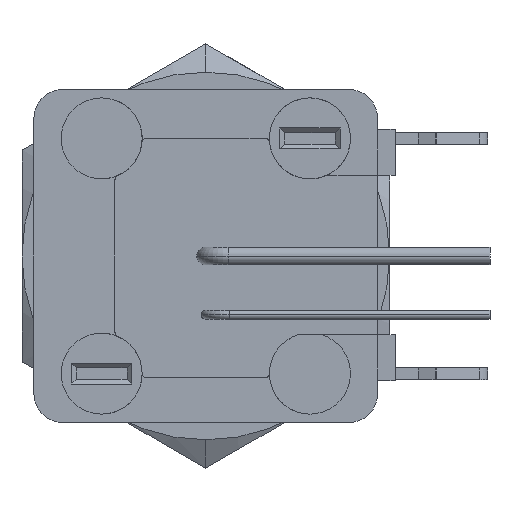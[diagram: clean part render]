
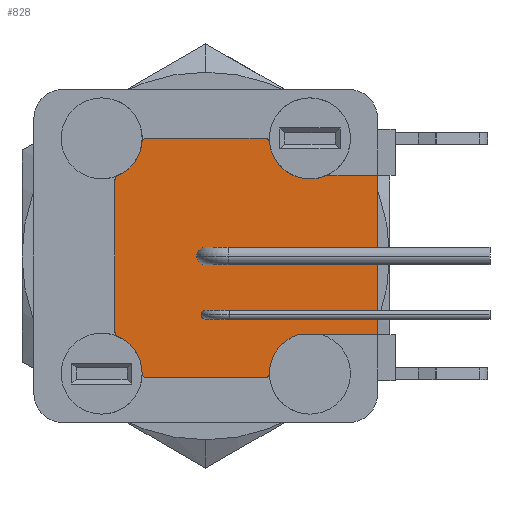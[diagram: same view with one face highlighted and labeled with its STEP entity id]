
A CAD part, left-side view. The second image highlights one B-rep face of the part: STEP entity #828.
In plain terms, the highlighted planar face has unit normal (-1, 0, 0).
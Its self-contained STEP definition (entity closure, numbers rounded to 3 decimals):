
#828=ADVANCED_FACE('',(#1960,#1961,#1962),#1963,.T.);
#1960=FACE_OUTER_BOUND('',#3419,.T.);
#1961=FACE_BOUND('',#3420,.T.);
#1962=FACE_BOUND('',#3421,.T.);
#1963=PLANE('',#3422);
#3419=EDGE_LOOP('',(#20541,#20542,#20543,#20544,#20545,#20546,#20547,#20548,#20549,#20550,#20551,#20552,#20553,#20554,#20555,#20556,#20557));
#3420=EDGE_LOOP('',(#20558,#20559));
#3421=EDGE_LOOP('',(#20560,#20561));
#3422=AXIS2_PLACEMENT_3D('',#20562,#20563,#20564);
#20541=ORIENTED_EDGE('',*,*,#23649,.T.);
#20542=ORIENTED_EDGE('',*,*,#23653,.T.);
#20543=ORIENTED_EDGE('',*,*,#23659,.T.);
#20544=ORIENTED_EDGE('',*,*,#23666,.T.);
#20545=ORIENTED_EDGE('',*,*,#23670,.T.);
#20546=ORIENTED_EDGE('',*,*,#23673,.T.);
#20547=ORIENTED_EDGE('',*,*,#23677,.T.);
#20548=ORIENTED_EDGE('',*,*,#23774,.T.);
#20549=ORIENTED_EDGE('',*,*,#23776,.T.);
#20550=ORIENTED_EDGE('',*,*,#23757,.T.);
#20551=ORIENTED_EDGE('',*,*,#23267,.T.);
#20552=ORIENTED_EDGE('',*,*,#23682,.T.);
#20553=ORIENTED_EDGE('',*,*,#23687,.T.);
#20554=ORIENTED_EDGE('',*,*,#23625,.T.);
#20555=ORIENTED_EDGE('',*,*,#23632,.T.);
#20556=ORIENTED_EDGE('',*,*,#23638,.T.);
#20557=ORIENTED_EDGE('',*,*,#23645,.T.);
#20558=ORIENTED_EDGE('',*,*,#23618,.F.);
#20559=ORIENTED_EDGE('',*,*,#23616,.F.);
#20560=ORIENTED_EDGE('',*,*,#23612,.F.);
#20561=ORIENTED_EDGE('',*,*,#23610,.F.);
#20562=CARTESIAN_POINT('',(-5.105,0.,0.0));
#20563=DIRECTION('',(-1.0,0.0,0.0));
#20564=DIRECTION('',(0.0,0.0,1.0));
#23267=EDGE_CURVE('',#25149,#25146,#25150,.T.);
#23610=EDGE_CURVE('',#25665,#25663,#25667,.F.);
#23612=EDGE_CURVE('',#25663,#25665,#25669,.F.);
#23616=EDGE_CURVE('',#25673,#25671,#25675,.F.);
#23618=EDGE_CURVE('',#25671,#25673,#25677,.F.);
#23625=EDGE_CURVE('',#25688,#25689,#25690,.F.);
#23632=EDGE_CURVE('',#25689,#25699,#25701,.F.);
#23638=EDGE_CURVE('',#25699,#25709,#25710,.T.);
#23645=EDGE_CURVE('',#25709,#25718,#25720,.F.);
#23649=EDGE_CURVE('',#25718,#25724,#25726,.F.);
#23653=EDGE_CURVE('',#25724,#25730,#25732,.F.);
#23659=EDGE_CURVE('',#25730,#25740,#25741,.T.);
#23666=EDGE_CURVE('',#25740,#25749,#25751,.F.);
#23670=EDGE_CURVE('',#25749,#25755,#25757,.F.);
#23673=EDGE_CURVE('',#25755,#25760,#25762,.F.);
#23677=EDGE_CURVE('',#25760,#25765,#25767,.T.);
#23682=EDGE_CURVE('',#25146,#25772,#25774,.T.);
#23687=EDGE_CURVE('',#25772,#25688,#25779,.F.);
#23757=EDGE_CURVE('',#25873,#25149,#25874,.T.);
#23774=EDGE_CURVE('',#25765,#25895,#25897,.T.);
#23776=EDGE_CURVE('',#25895,#25873,#25899,.T.);
#25146=VERTEX_POINT('',#29269);
#25149=VERTEX_POINT('',#29273);
#25150=CIRCLE('',#29274,1.75);
#25663=VERTEX_POINT('',#29983);
#25665=VERTEX_POINT('',#29986);
#25667=CIRCLE('',#29989,0.386);
#25669=CIRCLE('',#29991,0.386);
#25671=VERTEX_POINT('',#29993);
#25673=VERTEX_POINT('',#29996);
#25675=CIRCLE('',#29999,0.191);
#25677=CIRCLE('',#30001,0.191);
#25688=VERTEX_POINT('',#30016);
#25689=VERTEX_POINT('',#30017);
#25690=LINE('',#30018,#30019);
#25699=VERTEX_POINT('',#30031);
#25701=CIRCLE('',#30034,0.2);
#25709=VERTEX_POINT('',#30044);
#25710=CIRCLE('',#30045,1.75);
#25718=VERTEX_POINT('',#30054);
#25720=CIRCLE('',#30057,0.2);
#25724=VERTEX_POINT('',#30062);
#25726=LINE('',#30065,#30066);
#25730=VERTEX_POINT('',#30070);
#25732=CIRCLE('',#30073,0.2);
#25740=VERTEX_POINT('',#30083);
#25741=CIRCLE('',#30084,1.75);
#25749=VERTEX_POINT('',#30093);
#25751=CIRCLE('',#30096,0.2);
#25755=VERTEX_POINT('',#30101);
#25757=LINE('',#30104,#30105);
#25760=VERTEX_POINT('',#30108);
#25762=CIRCLE('',#30111,0.2);
#25765=VERTEX_POINT('',#30114);
#25767=CIRCLE('',#30117,1.75);
#25772=VERTEX_POINT('',#30122);
#25774=CIRCLE('',#30125,1.75);
#25779=CIRCLE('',#30130,0.2);
#25873=VERTEX_POINT('',#30376);
#25874=LINE('',#30377,#30378);
#25895=VERTEX_POINT('',#30410);
#25897=LINE('',#30413,#30414);
#25899=LINE('',#30416,#30417);
#29269=CARTESIAN_POINT('',(-5.105,-4.5,3.33));
#29273=CARTESIAN_POINT('',(-5.105,-5.227,3.488));
#29274=AXIS2_PLACEMENT_3D('',#38557,#38558,#38559);
#29983=CARTESIAN_POINT('',(-5.105,0.386,0.));
#29986=CARTESIAN_POINT('',(-5.105,-0.386,0.));
#29989=AXIS2_PLACEMENT_3D('',#38970,#38971,#38972);
#29991=AXIS2_PLACEMENT_3D('',#38973,#38974,#38975);
#29993=CARTESIAN_POINT('',(-5.105,0.191,-2.54));
#29996=CARTESIAN_POINT('',(-5.105,-0.191,-2.54));
#29999=AXIS2_PLACEMENT_3D('',#38978,#38979,#38980);
#30001=AXIS2_PLACEMENT_3D('',#38981,#38982,#38983);
#30016=CARTESIAN_POINT('',(-5.105,-2.56,5.08));
#30017=CARTESIAN_POINT('',(-5.105,2.56,5.08));
#30018=CARTESIAN_POINT('',(-5.105,-1.375,5.08));
#30019=VECTOR('',#38988,1.0);
#30031=CARTESIAN_POINT('',(-5.105,2.759,4.901));
#30034=AXIS2_PLACEMENT_3D('',#38996,#38997,#38998);
#30044=CARTESIAN_POINT('',(-5.105,3.803,3.475));
#30045=AXIS2_PLACEMENT_3D('',#39004,#39005,#39006);
#30054=CARTESIAN_POINT('',(-5.105,3.923,3.291));
#30057=AXIS2_PLACEMENT_3D('',#39018,#39019,#39020);
#30062=CARTESIAN_POINT('',(-5.105,3.923,-3.291));
#30065=CARTESIAN_POINT('',(-5.105,3.923,1.714));
#30066=VECTOR('',#39023,1.0);
#30070=CARTESIAN_POINT('',(-5.105,3.803,-3.475));
#30073=AXIS2_PLACEMENT_3D('',#39028,#39029,#39030);
#30083=CARTESIAN_POINT('',(-5.105,2.75,-5.06));
#30084=AXIS2_PLACEMENT_3D('',#39036,#39037,#39038);
#30093=CARTESIAN_POINT('',(-5.105,2.55,-5.258));
#30096=AXIS2_PLACEMENT_3D('',#39050,#39051,#39052);
#30101=CARTESIAN_POINT('',(-5.105,-2.55,-5.258));
#30104=CARTESIAN_POINT('',(-5.105,1.38,-5.258));
#30105=VECTOR('',#39055,1.0);
#30108=CARTESIAN_POINT('',(-5.105,-2.75,-5.06));
#30111=AXIS2_PLACEMENT_3D('',#39057,#39058,#39059);
#30114=CARTESIAN_POINT('',(-5.105,-4.027,-3.395));
#30117=AXIS2_PLACEMENT_3D('',#39064,#39065,#39066);
#30122=CARTESIAN_POINT('',(-5.105,-2.759,4.901));
#30125=AXIS2_PLACEMENT_3D('',#39074,#39075,#39076);
#30130=AXIS2_PLACEMENT_3D('',#39083,#39084,#39085);
#30376=CARTESIAN_POINT('',(-5.105,-7.427,3.488));
#30377=CARTESIAN_POINT('',(-5.105,-3.714,3.488));
#30378=VECTOR('',#39136,1.0);
#30410=CARTESIAN_POINT('',(-5.105,-7.427,-3.395));
#30413=CARTESIAN_POINT('',(-5.105,-2.014,-3.395));
#30414=VECTOR('',#39149,1.0);
#30416=CARTESIAN_POINT('',(-5.105,-7.427,3.6));
#30417=VECTOR('',#39150,1.0);
#38557=CARTESIAN_POINT('',(-5.105,-4.5,5.08));
#38558=DIRECTION('',(1.0,0.0,-0.0));
#38559=DIRECTION('',(0.0,0.0,1.0));
#38970=CARTESIAN_POINT('',(-5.105,0.0,0.0));
#38971=DIRECTION('',(1.0,0.0,-0.0));
#38972=DIRECTION('',(0.0,-1.0,0.0));
#38973=CARTESIAN_POINT('',(-5.105,0.0,0.0));
#38974=DIRECTION('',(1.0,0.0,-0.0));
#38975=DIRECTION('',(0.0,-1.0,0.0));
#38978=CARTESIAN_POINT('',(-5.105,0.0,-2.54));
#38979=DIRECTION('',(1.0,0.0,-0.0));
#38980=DIRECTION('',(0.0,-1.0,0.0));
#38981=CARTESIAN_POINT('',(-5.105,0.0,-2.54));
#38982=DIRECTION('',(1.0,0.0,-0.0));
#38983=DIRECTION('',(0.0,-1.0,0.0));
#38988=DIRECTION('',(0.0,-1.0,0.0));
#38996=CARTESIAN_POINT('',(-5.105,2.56,4.88));
#38997=DIRECTION('',(1.0,0.0,-0.0));
#38998=DIRECTION('',(0.0,0.995,0.103));
#39004=CARTESIAN_POINT('',(-5.105,4.5,5.08));
#39005=DIRECTION('',(1.0,0.0,-0.0));
#39006=DIRECTION('',(0.0,0.0,1.0));
#39018=CARTESIAN_POINT('',(-5.105,3.723,3.291));
#39019=DIRECTION('',(1.0,0.0,-0.0));
#39020=DIRECTION('',(0.0,1.0,0.0));
#39023=DIRECTION('',(0.0,-0.0,1.0));
#39028=CARTESIAN_POINT('',(-5.105,3.723,-3.291));
#39029=DIRECTION('',(1.0,-0.0,0.0));
#39030=DIRECTION('',(0.0,0.398,-0.917));
#39036=CARTESIAN_POINT('',(-5.105,4.5,-5.08));
#39037=DIRECTION('',(1.0,0.0,-0.0));
#39038=DIRECTION('',(0.0,0.0,1.0));
#39050=CARTESIAN_POINT('',(-5.105,2.55,-5.058));
#39051=DIRECTION('',(1.0,-0.0,0.0));
#39052=DIRECTION('',(0.0,0.0,-1.0));
#39055=DIRECTION('',(0.0,1.0,0.0));
#39057=CARTESIAN_POINT('',(-5.105,-2.55,-5.058));
#39058=DIRECTION('',(1.0,0.0,0.0));
#39059=DIRECTION('',(0.0,-1.,-0.011));
#39064=CARTESIAN_POINT('',(-5.105,-4.5,-5.08));
#39065=DIRECTION('',(1.0,0.0,-0.0));
#39066=DIRECTION('',(0.0,0.0,1.0));
#39074=CARTESIAN_POINT('',(-5.105,-4.5,5.08));
#39075=DIRECTION('',(1.0,0.0,-0.0));
#39076=DIRECTION('',(0.0,0.0,1.0));
#39083=CARTESIAN_POINT('',(-5.105,-2.56,4.88));
#39084=DIRECTION('',(1.0,0.0,-0.0));
#39085=DIRECTION('',(0.0,0.0,1.0));
#39136=DIRECTION('',(0.0,1.0,-0.0));
#39149=DIRECTION('',(-0.0,-1.0,-0.0));
#39150=DIRECTION('',(0.0,0.0,1.0));
